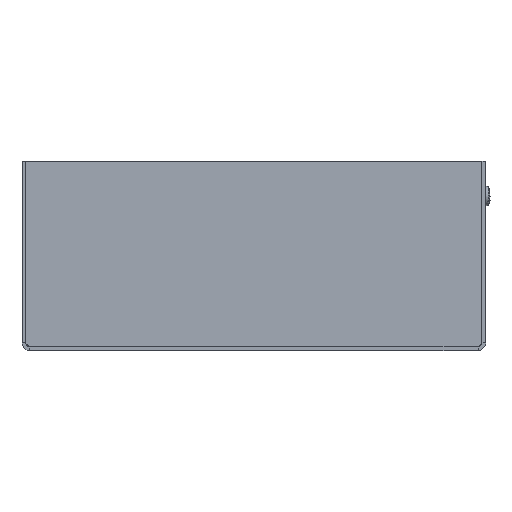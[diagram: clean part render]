
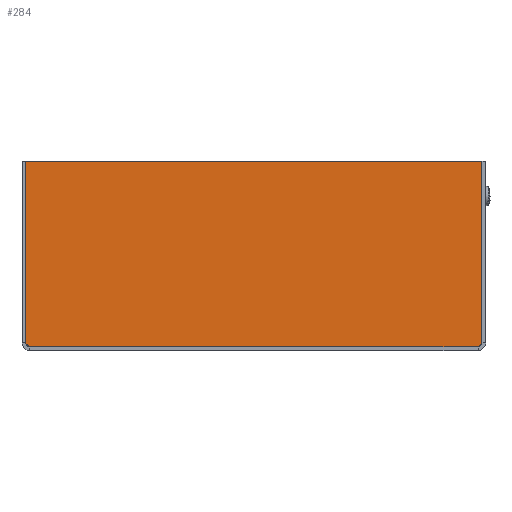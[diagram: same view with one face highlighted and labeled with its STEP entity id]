
A CAD part, left-side view. The second image highlights one B-rep face of the part: STEP entity #284.
In plain terms, the highlighted face is planar.
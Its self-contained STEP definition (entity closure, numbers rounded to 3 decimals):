
#166 = VECTOR ( 'NONE', #4289, 1000. ) ;
#274 = CARTESIAN_POINT ( 'NONE',  ( 29.5, 23.5, 30. ) ) ;
#284 = ADVANCED_FACE ( 'NONE', ( #564 ), #4556, .F. ) ;
#295 = LINE ( 'NONE', #2979, #6476 ) ;
#374 = CARTESIAN_POINT ( 'NONE',  ( 29.5, 0., 30. ) ) ;
#471 = VERTEX_POINT ( 'NONE', #682 ) ;
#564 = FACE_OUTER_BOUND ( 'NONE', #3385, .T. ) ;
#682 = CARTESIAN_POINT ( 'NONE',  ( -29.5, 0., 30. ) ) ;
#964 = EDGE_CURVE ( 'NONE', #4880, #471, #295, .T. ) ;
#1055 = LINE ( 'NONE', #2771, #2198 ) ;
#1060 = ORIENTED_EDGE ( 'NONE', *, *, #1931, .F. ) ;
#1261 = DIRECTION ( 'NONE',  ( 0., -1., 0. ) ) ;
#1281 = EDGE_CURVE ( 'NONE', #1827, #471, #1055, .T. ) ;
#1371 = CARTESIAN_POINT ( 'NONE',  ( 29., 24., 30. ) ) ;
#1529 = LINE ( 'NONE', #4215, #2824 ) ;
#1538 = DIRECTION ( 'NONE',  ( -1., 0., 0. ) ) ;
#1604 = DIRECTION ( 'NONE',  ( 0., 0., -1. ) ) ;
#1740 = ORIENTED_EDGE ( 'NONE', *, *, #1281, .T. ) ;
#1827 = VERTEX_POINT ( 'NONE', #3606 ) ;
#1931 = EDGE_CURVE ( 'NONE', #2924, #4880, #1529, .T. ) ;
#2198 = VECTOR ( 'NONE', #5293, 1000. ) ;
#2771 = CARTESIAN_POINT ( 'NONE',  ( -29.5, 11.5, 30. ) ) ;
#2778 = LINE ( 'NONE', #2791, #166 ) ;
#2791 = CARTESIAN_POINT ( 'NONE',  ( 29.5, 24., 30. ) ) ;
#2824 = VECTOR ( 'NONE', #1261, 1000. ) ;
#2924 = VERTEX_POINT ( 'NONE', #5385 ) ;
#2979 = CARTESIAN_POINT ( 'NONE',  ( 29.5, 0., 30. ) ) ;
#3042 = CARTESIAN_POINT ( 'NONE',  ( 29.5, 0., 30. ) ) ;
#3204 = DIRECTION ( 'NONE',  ( -0.707, 0.707, 0. ) ) ;
#3215 = DIRECTION ( 'NONE',  ( -0.707, -0.707, 0. ) ) ;
#3361 = CARTESIAN_POINT ( 'NONE',  ( -29., 24., 30. ) ) ;
#3385 = EDGE_LOOP ( 'NONE', ( #1060, #4165, #3898, #4330, #1740, #5610 ) ) ;
#3398 = EDGE_CURVE ( 'NONE', #2924, #4387, #5771, .T. ) ;
#3497 = EDGE_CURVE ( 'NONE', #4387, #5814, #2778, .T. ) ;
#3499 = VECTOR ( 'NONE', #3215, 1000. ) ;
#3606 = CARTESIAN_POINT ( 'NONE',  ( -29.5, 23.5, 30. ) ) ;
#3898 = ORIENTED_EDGE ( 'NONE', *, *, #3497, .T. ) ;
#4165 = ORIENTED_EDGE ( 'NONE', *, *, #3398, .T. ) ;
#4215 = CARTESIAN_POINT ( 'NONE',  ( 29.5, 11.5, 30. ) ) ;
#4289 = DIRECTION ( 'NONE',  ( -1., 0., 0. ) ) ;
#4330 = ORIENTED_EDGE ( 'NONE', *, *, #5687, .T. ) ;
#4387 = VERTEX_POINT ( 'NONE', #1371 ) ;
#4556 = PLANE ( 'NONE',  #5640 ) ;
#4880 = VERTEX_POINT ( 'NONE', #374 ) ;
#5083 = DIRECTION ( 'NONE',  ( -1., 0., 0. ) ) ;
#5293 = DIRECTION ( 'NONE',  ( 0., -1., 0. ) ) ;
#5385 = CARTESIAN_POINT ( 'NONE',  ( 29.5, 23.5, 30. ) ) ;
#5610 = ORIENTED_EDGE ( 'NONE', *, *, #964, .F. ) ;
#5618 = VECTOR ( 'NONE', #3204, 1000. ) ;
#5640 = AXIS2_PLACEMENT_3D ( 'NONE', #3042, #1604, #5083 ) ;
#5687 = EDGE_CURVE ( 'NONE', #5814, #1827, #6181, .T. ) ;
#5771 = LINE ( 'NONE', #274, #5618 ) ;
#5814 = VERTEX_POINT ( 'NONE', #3361 ) ;
#6181 = LINE ( 'NONE', #6251, #3499 ) ;
#6251 = CARTESIAN_POINT ( 'NONE',  ( -29., 24., 30. ) ) ;
#6476 = VECTOR ( 'NONE', #1538, 1000. ) ;
